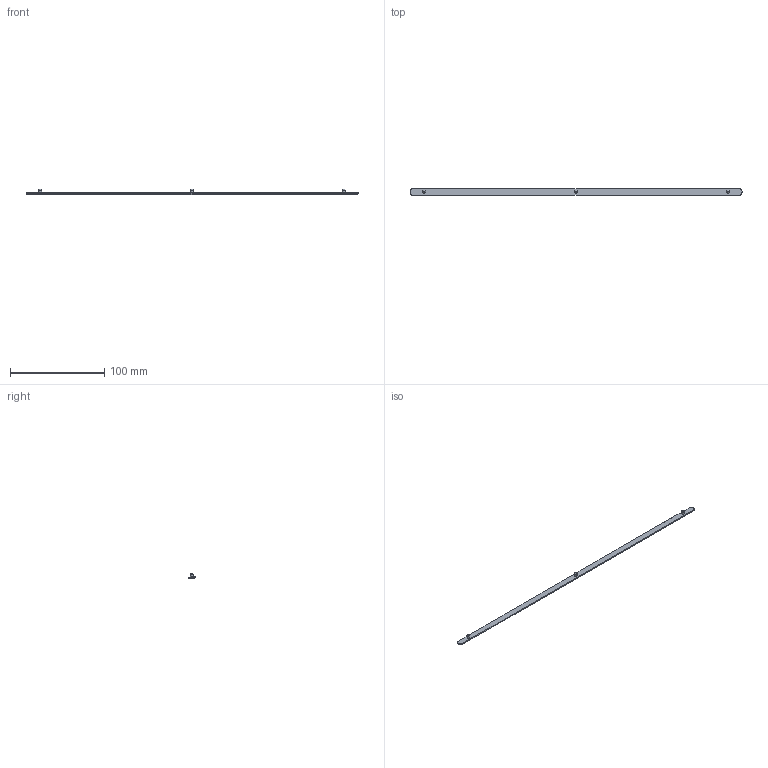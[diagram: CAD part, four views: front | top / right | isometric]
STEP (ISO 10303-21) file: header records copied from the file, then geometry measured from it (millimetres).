
FILE_DESCRIPTION(/* description */ (''),/* implementation_level */ '2;1');
FILE_NAME(/* name */ 'FOOT_SCREWCOVER.step',/* time_stamp */ '2022-10-18T15:17:38-04:00',/* author */ (''),/* organization */ (''),/* preprocessor_version */ 'ST-DEVELOPER v19',/* originating_system */ 'Autodesk Translation Framework v11.7.0.108',/* authorisation */ '');
FILE_SCHEMA (('AUTOMOTIVE_DESIGN { 1 0 10303 214 3 1 1 }'));
Length unit declared in the file: millimetre
Products named in the file (1): FOOT_SCREWCOVER
Bounding box: 352.16 x 7.04 x 5.54 mm (x, y, z)
Volume: 3673.5 mm3; surface area: 5846 mm2
Topology: 1 solids, 1 shells, 27 faces, 55 edges, 33 vertices
Faces by surface type: cylinder 11, plane 9, torus 4, bspline 3
Full cylindrical faces by diameter (mm): 3 x3
Entity records: 819 total; most frequent: CARTESIAN_POINT 194, DIRECTION 137, ORIENTED_EDGE 110, AXIS2_PLACEMENT_3D 57, EDGE_CURVE 55, VERTEX_POINT 33, CIRCLE 32, EDGE_LOOP 30
